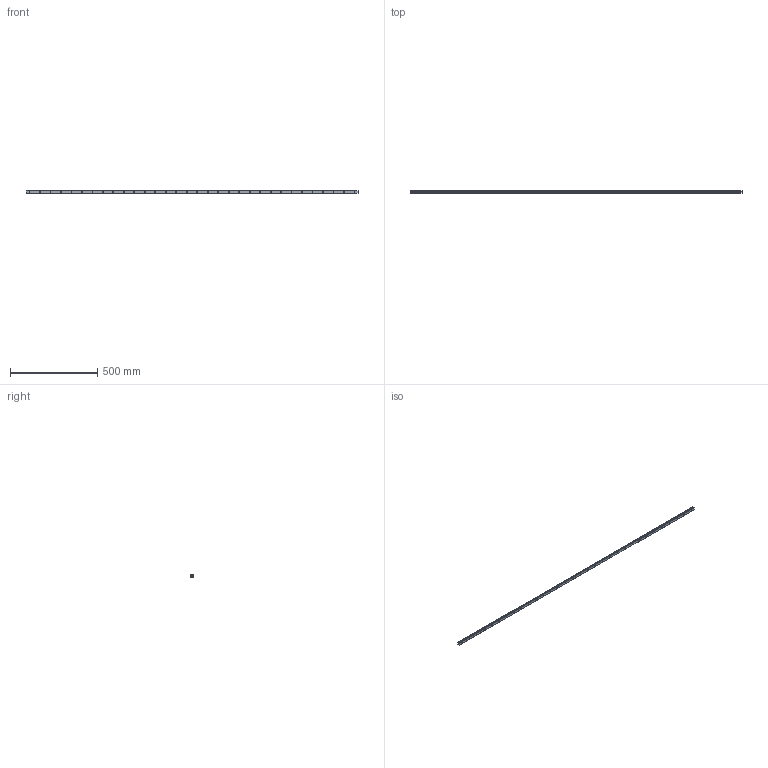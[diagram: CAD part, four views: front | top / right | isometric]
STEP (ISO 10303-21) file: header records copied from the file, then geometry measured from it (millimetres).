
FILE_DESCRIPTION (( 'STEP AP214' ), '1' );
FILE_NAME ('SHS15 1900L G20.STEP', '2021-05-25T13:30:36', ( '' ), ( '' ), 'SwSTEP 2.0', 'SolidWorks 2021', '' );
FILE_SCHEMA (( 'AUTOMOTIVE_DESIGN' ));
Length unit declared in the file: millimetre
Products named in the file (2): _SHS15C190020 Track; SHS15 1900L G20
Assembly tree (1 placements, depth 2):
  SHS15 1900L G20
    _SHS15C190020 Track
Bounding box: 1900 x 13 x 15 mm (x, y, z)
Volume: 307150.5 mm3; surface area: 114328.8 mm2
Topology: 1 solids, 1 shells, 205 faces, 513 edges, 342 vertices
Faces by surface type: cylinder 151, plane 54
Entity records: 6483 total; most frequent: DIRECTION 1233, CARTESIAN_POINT 1064, ORIENTED_EDGE 1026, EDGE_CURVE 513, AXIS2_PLACEMENT_3D 511, VERTEX_POINT 342, CIRCLE 302, EDGE_LOOP 301
